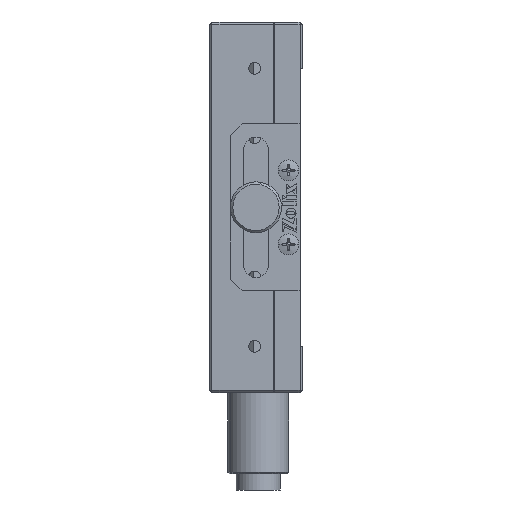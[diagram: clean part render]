
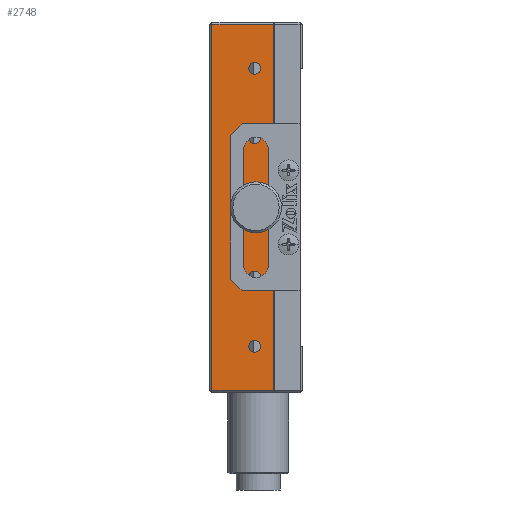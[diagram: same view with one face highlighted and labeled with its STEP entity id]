
A CAD part, left-side view. The second image highlights one B-rep face of the part: STEP entity #2748.
In plain terms, the highlighted planar face has unit normal (-1, 0, 0).
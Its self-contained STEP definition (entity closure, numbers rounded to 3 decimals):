
#1752 = CIRCLE ( 'NONE', #20140, 1.25 ) ;
#1862 = EDGE_CURVE ( 'NONE', #22189, #3569, #12541, .T. ) ;
#1924 = CIRCLE ( 'NONE', #11154, 1.25 ) ;
#1994 = EDGE_CURVE ( 'NONE', #27291, #15461, #25741, .T. ) ;
#2187 = AXIS2_PLACEMENT_3D ( 'NONE', #19248, #6343, #21407 ) ;
#2237 = ORIENTED_EDGE ( 'NONE', *, *, #7342, .T. ) ;
#2594 = CARTESIAN_POINT ( 'NONE',  ( -31.023, -16.868, 61.25 ) ) ;
#2640 = VERTEX_POINT ( 'NONE', #15662 ) ;
#2682 = DIRECTION ( 'NONE',  ( 0., 0., 1. ) ) ;
#2724 = EDGE_CURVE ( 'NONE', #15461, #27291, #4746, .T. ) ;
#2748 = ADVANCED_FACE ( 'NONE', ( #15521, #26337, #5087, #19918, #4061, #14166 ), #4839, .T. ) ;
#3073 = CARTESIAN_POINT ( 'NONE',  ( -31.023, -20.868, 132. ) ) ;
#3155 = CARTESIAN_POINT ( 'NONE',  ( -31.023, -16.868, 106.25 ) ) ;
#3273 = EDGE_LOOP ( 'NONE', ( #7243, #23378 ) ) ;
#3348 = ORIENTED_EDGE ( 'NONE', *, *, #20641, .T. ) ;
#3569 = VERTEX_POINT ( 'NONE', #2594 ) ;
#4008 = CARTESIAN_POINT ( 'NONE',  ( -31.023, -7.668, 132. ) ) ;
#4061 = FACE_BOUND ( 'NONE', #3273, .T. ) ;
#4267 = DIRECTION ( 'NONE',  ( -1., 0., 0. ) ) ;
#4397 = AXIS2_PLACEMENT_3D ( 'NONE', #18258, #11554, #9291 ) ;
#4443 = VECTOR ( 'NONE', #22553, 1000. ) ;
#4746 = CIRCLE ( 'NONE', #22472, 2.1 ) ;
#4768 = EDGE_LOOP ( 'NONE', ( #9922, #16359 ) ) ;
#4824 = ORIENTED_EDGE ( 'NONE', *, *, #23570, .F. ) ;
#4839 = PLANE ( 'NONE',  #21570 ) ;
#4983 = VERTEX_POINT ( 'NONE', #4008 ) ;
#5087 = FACE_BOUND ( 'NONE', #16705, .T. ) ;
#5098 = CARTESIAN_POINT ( 'NONE',  ( -31.023, -16.868, 123.75 ) ) ;
#5290 = VERTEX_POINT ( 'NONE', #24931 ) ;
#5913 = VECTOR ( 'NONE', #8778, 1000. ) ;
#5991 = VERTEX_POINT ( 'NONE', #10940 ) ;
#6193 = DIRECTION ( 'NONE',  ( -1., 0., 0. ) ) ;
#6343 = DIRECTION ( 'NONE',  ( -1., 0., 0. ) ) ;
#6423 = DIRECTION ( 'NONE',  ( -1., 0., 0. ) ) ;
#6444 = DIRECTION ( 'NONE',  ( 0., 0., 1. ) ) ;
#6708 = ORIENTED_EDGE ( 'NONE', *, *, #12490, .F. ) ;
#6728 = EDGE_CURVE ( 'NONE', #5290, #23197, #25742, .T. ) ;
#6786 = DIRECTION ( 'NONE',  ( 0., 0., 1. ) ) ;
#6932 = CIRCLE ( 'NONE', #27837, 1.25 ) ;
#7236 = EDGE_CURVE ( 'NONE', #3569, #22189, #1752, .T. ) ;
#7243 = ORIENTED_EDGE ( 'NONE', *, *, #2724, .F. ) ;
#7342 = EDGE_CURVE ( 'NONE', #9016, #4983, #18253, .T. ) ;
#8152 = CARTESIAN_POINT ( 'NONE',  ( -31.023, -16.868, 108.75 ) ) ;
#8208 = CARTESIAN_POINT ( 'NONE',  ( -31.023, -20.868, 132. ) ) ;
#8778 = DIRECTION ( 'NONE',  ( 0., 0., -1. ) ) ;
#8927 = LINE ( 'NONE', #9799, #5913 ) ;
#9016 = VERTEX_POINT ( 'NONE', #8208 ) ;
#9256 = DIRECTION ( 'NONE',  ( -1., 0., 0. ) ) ;
#9291 = DIRECTION ( 'NONE',  ( 0., 0., 1. ) ) ;
#9799 = CARTESIAN_POINT ( 'NONE',  ( -31.023, -7.668, 52.5 ) ) ;
#9918 = CARTESIAN_POINT ( 'NONE',  ( -31.023, -17.168, 94.6 ) ) ;
#9922 = ORIENTED_EDGE ( 'NONE', *, *, #6728, .F. ) ;
#10201 = CARTESIAN_POINT ( 'NONE',  ( -31.023, -16.868, 76.25 ) ) ;
#10414 = DIRECTION ( 'NONE',  ( 0., 0., 1. ) ) ;
#10579 = EDGE_CURVE ( 'NONE', #25215, #19801, #10602, .T. ) ;
#10602 = CIRCLE ( 'NONE', #25809, 1.25 ) ;
#10630 = EDGE_CURVE ( 'NONE', #4983, #26823, #8927, .T. ) ;
#10729 = DIRECTION ( 'NONE',  ( 0., 0., 1. ) ) ;
#10750 = CARTESIAN_POINT ( 'NONE',  ( -31.023, -16.868, 122.5 ) ) ;
#10940 = CARTESIAN_POINT ( 'NONE',  ( -31.023, -20.868, 53. ) ) ;
#11154 = AXIS2_PLACEMENT_3D ( 'NONE', #18240, #13720, #26843 ) ;
#11190 = EDGE_LOOP ( 'NONE', ( #26323, #3348, #20801, #2237 ) ) ;
#11230 = CARTESIAN_POINT ( 'NONE',  ( -31.023, -17.168, 92.5 ) ) ;
#11473 = CARTESIAN_POINT ( 'NONE',  ( -31.023, -20.868, 52.5 ) ) ;
#11554 = DIRECTION ( 'NONE',  ( -1., 0., 0. ) ) ;
#12490 = EDGE_CURVE ( 'NONE', #2640, #21239, #24357, .T. ) ;
#12541 = CIRCLE ( 'NONE', #15940, 1.25 ) ;
#12913 = CARTESIAN_POINT ( 'NONE',  ( -31.023, -16.868, 107.5 ) ) ;
#13198 = DIRECTION ( 'NONE',  ( -1., 0., 0. ) ) ;
#13720 = DIRECTION ( 'NONE',  ( -1., 0., 0. ) ) ;
#13928 = DIRECTION ( 'NONE',  ( 0., 0., 1. ) ) ;
#14166 = FACE_OUTER_BOUND ( 'NONE', #11190, .T. ) ;
#14849 = EDGE_CURVE ( 'NONE', #21239, #2640, #19817, .T. ) ;
#15343 = EDGE_CURVE ( 'NONE', #23197, #5290, #1924, .T. ) ;
#15461 = VERTEX_POINT ( 'NONE', #9918 ) ;
#15491 = CARTESIAN_POINT ( 'NONE',  ( -31.023, -20.868, 53. ) ) ;
#15521 = FACE_BOUND ( 'NONE', #4768, .T. ) ;
#15572 = DIRECTION ( 'NONE',  ( -1., 0., 0. ) ) ;
#15662 = CARTESIAN_POINT ( 'NONE',  ( -31.023, -16.868, 121.25 ) ) ;
#15762 = ORIENTED_EDGE ( 'NONE', *, *, #7236, .F. ) ;
#15767 = CARTESIAN_POINT ( 'NONE',  ( -31.023, -16.868, 62.5 ) ) ;
#15940 = AXIS2_PLACEMENT_3D ( 'NONE', #19517, #13198, #6786 ) ;
#16217 = DIRECTION ( 'NONE',  ( -1., 0., 0. ) ) ;
#16308 = AXIS2_PLACEMENT_3D ( 'NONE', #25346, #6193, #10414 ) ;
#16359 = ORIENTED_EDGE ( 'NONE', *, *, #15343, .F. ) ;
#16477 = CARTESIAN_POINT ( 'NONE',  ( -31.023, -20.868, 52.5 ) ) ;
#16705 = EDGE_LOOP ( 'NONE', ( #18246, #6708 ) ) ;
#17589 = ORIENTED_EDGE ( 'NONE', *, *, #1862, .F. ) ;
#17943 = DIRECTION ( 'NONE',  ( 0., 0., 1. ) ) ;
#18240 = CARTESIAN_POINT ( 'NONE',  ( -31.023, -16.868, 77.5 ) ) ;
#18246 = ORIENTED_EDGE ( 'NONE', *, *, #14849, .F. ) ;
#18253 = LINE ( 'NONE', #3073, #4443 ) ;
#18258 = CARTESIAN_POINT ( 'NONE',  ( -31.023, -16.868, 77.5 ) ) ;
#18485 = DIRECTION ( 'NONE',  ( 0., 0., 1. ) ) ;
#18640 = CARTESIAN_POINT ( 'NONE',  ( -31.023, -17.168, 90.4 ) ) ;
#18944 = EDGE_LOOP ( 'NONE', ( #17589, #15762 ) ) ;
#19248 = CARTESIAN_POINT ( 'NONE',  ( -31.023, -16.868, 122.5 ) ) ;
#19517 = CARTESIAN_POINT ( 'NONE',  ( -31.023, -16.868, 62.5 ) ) ;
#19801 = VERTEX_POINT ( 'NONE', #3155 ) ;
#19817 = CIRCLE ( 'NONE', #21900, 1.25 ) ;
#19918 = FACE_BOUND ( 'NONE', #25875, .T. ) ;
#20140 = AXIS2_PLACEMENT_3D ( 'NONE', #15767, #9256, #17943 ) ;
#20641 = EDGE_CURVE ( 'NONE', #26823, #5991, #27461, .T. ) ;
#20801 = ORIENTED_EDGE ( 'NONE', *, *, #22438, .T. ) ;
#21239 = VERTEX_POINT ( 'NONE', #5098 ) ;
#21298 = CARTESIAN_POINT ( 'NONE',  ( -31.023, -16.868, 63.75 ) ) ;
#21407 = DIRECTION ( 'NONE',  ( 0., 0., 1. ) ) ;
#21570 = AXIS2_PLACEMENT_3D ( 'NONE', #16477, #23812, #24814 ) ;
#21900 = AXIS2_PLACEMENT_3D ( 'NONE', #10750, #4267, #6444 ) ;
#22189 = VERTEX_POINT ( 'NONE', #21298 ) ;
#22429 = ORIENTED_EDGE ( 'NONE', *, *, #10579, .F. ) ;
#22438 = EDGE_CURVE ( 'NONE', #5991, #9016, #22860, .T. ) ;
#22472 = AXIS2_PLACEMENT_3D ( 'NONE', #11230, #15572, #2682 ) ;
#22553 = DIRECTION ( 'NONE',  ( 0., 1., 0. ) ) ;
#22860 = LINE ( 'NONE', #11473, #23546 ) ;
#23197 = VERTEX_POINT ( 'NONE', #10201 ) ;
#23378 = ORIENTED_EDGE ( 'NONE', *, *, #1994, .F. ) ;
#23546 = VECTOR ( 'NONE', #13928, 1000. ) ;
#23570 = EDGE_CURVE ( 'NONE', #19801, #25215, #6932, .T. ) ;
#23812 = DIRECTION ( 'NONE',  ( -1., 0., 0. ) ) ;
#23813 = DIRECTION ( 'NONE',  ( 0., -1., 0. ) ) ;
#24357 = CIRCLE ( 'NONE', #2187, 1.25 ) ;
#24814 = DIRECTION ( 'NONE',  ( 0., 0., 1. ) ) ;
#24931 = CARTESIAN_POINT ( 'NONE',  ( -31.023, -16.868, 78.75 ) ) ;
#25215 = VERTEX_POINT ( 'NONE', #8152 ) ;
#25346 = CARTESIAN_POINT ( 'NONE',  ( -31.023, -17.168, 92.5 ) ) ;
#25741 = CIRCLE ( 'NONE', #16308, 2.1 ) ;
#25742 = CIRCLE ( 'NONE', #4397, 1.25 ) ;
#25809 = AXIS2_PLACEMENT_3D ( 'NONE', #12913, #6423, #10729 ) ;
#25875 = EDGE_LOOP ( 'NONE', ( #22429, #4824 ) ) ;
#26323 = ORIENTED_EDGE ( 'NONE', *, *, #10630, .T. ) ;
#26337 = FACE_BOUND ( 'NONE', #18944, .T. ) ;
#26481 = VECTOR ( 'NONE', #23813, 1000. ) ;
#26823 = VERTEX_POINT ( 'NONE', #27543 ) ;
#26843 = DIRECTION ( 'NONE',  ( 0., 0., 1. ) ) ;
#27081 = CARTESIAN_POINT ( 'NONE',  ( -31.023, -16.868, 107.5 ) ) ;
#27291 = VERTEX_POINT ( 'NONE', #18640 ) ;
#27461 = LINE ( 'NONE', #15491, #26481 ) ;
#27543 = CARTESIAN_POINT ( 'NONE',  ( -31.023, -7.668, 53. ) ) ;
#27837 = AXIS2_PLACEMENT_3D ( 'NONE', #27081, #16217, #18485 ) ;
